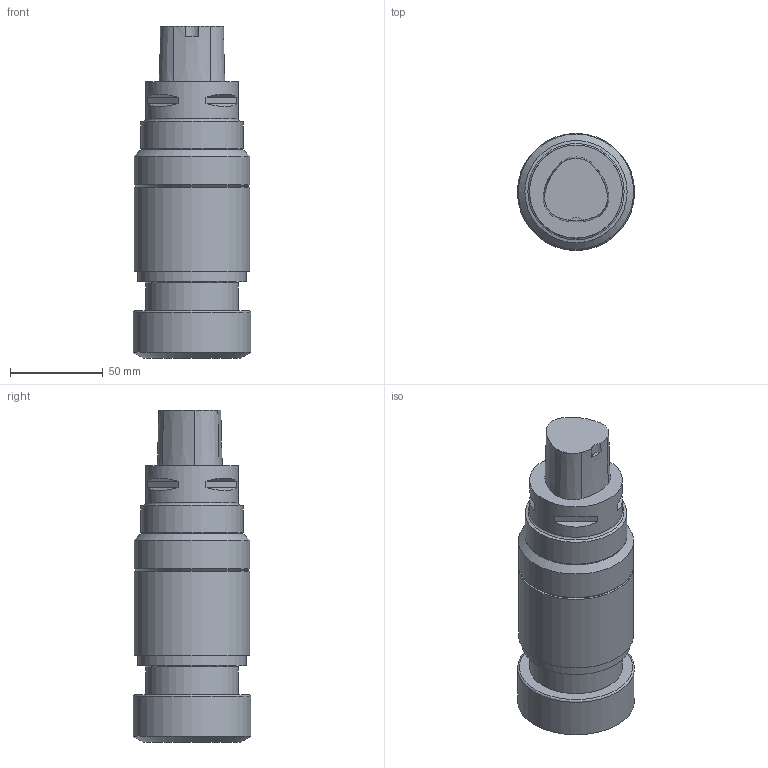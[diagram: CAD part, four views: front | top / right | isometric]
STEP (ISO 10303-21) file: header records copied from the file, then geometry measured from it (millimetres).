
FILE_DESCRIPTION(/* description */ (''),/* implementation_level */ '2;1');
FILE_NAME(/* name */ '1525681393385.stp',/* time_stamp */ '2018-05-07T10:23:43+02:00',/* author */ (''),/* organization */ ('SMS'),/* preprocessor_version */ 'ST-DEVELOPER v15',/* originating_system */ 'SIEMENS PLM Software NX 8.5',/* authorisation */ '');
FILE_SCHEMA (('AUTOMOTIVE_DESIGN { 1 0 10303 214 3 1 1 1 }'));
Length unit declared in the file: millimetre
Products named in the file (1): 201632210mod000_00
Bounding box: 63 x 63 x 178.6 mm (x, y, z)
Volume: 424297.9 mm3; surface area: 38252.3 mm2
Topology: 1 solids, 1 shells, 44 faces, 90 edges, 62 vertices
Faces by surface type: plane 22, cone 12, cylinder 8, torus 2
Full cylindrical faces by diameter (mm): 49.987 x1, 50 x1, 55 x1, 58.4 x1, 62 x1, 62.001 x1, 63 x1
Entity records: 1127 total; most frequent: DIRECTION 210, CARTESIAN_POINT 181, ORIENTED_EDGE 140, AXIS2_PLACEMENT_3D 94, EDGE_LOOP 70, EDGE_CURVE 70, VERTEX_POINT 54, FACE_BOUND 48
